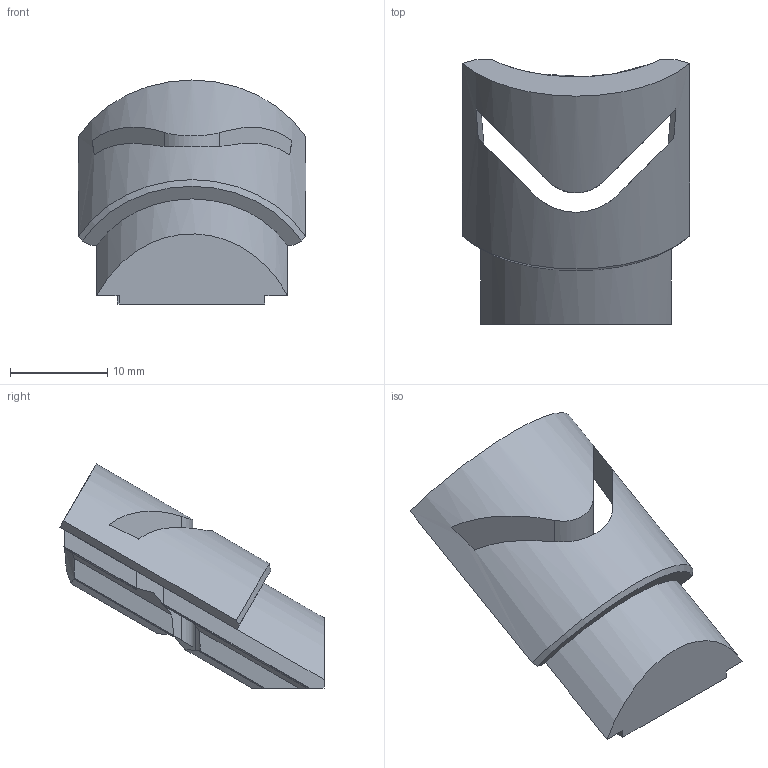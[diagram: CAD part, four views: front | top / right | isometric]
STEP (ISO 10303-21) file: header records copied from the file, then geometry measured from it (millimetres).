
FILE_DESCRIPTION(/* description */ (''),/* implementation_level */ '2;1');
FILE_NAME(/* name */ 'bend test 1 v5.step',/* time_stamp */ '2019-08-07T14:46:16+07:00',/* author */ (''),/* organization */ (''),/* preprocessor_version */ 'ST-DEVELOPER v18',/* originating_system */ 'Autodesk Translation Framework v8.2.0.1029',/* authorisation */ '');
FILE_SCHEMA (('AUTOMOTIVE_DESIGN { 1 0 10303 214 3 1 1 }'));
Length unit declared in the file: millimetre
Products named in the file (1): bend test 1
Bounding box: 23.38 x 27.16 x 23.04 mm (x, y, z)
Volume: 4163.8 mm3; surface area: 2378 mm2
Topology: 5 solids, 5 shells, 58 faces, 147 edges, 98 vertices
Faces by surface type: plane 49, cylinder 5, bspline 3, cone 1
Entity records: 1880 total; most frequent: CARTESIAN_POINT 470, ORIENTED_EDGE 294, DIRECTION 258, EDGE_CURVE 147, LINE 108, VECTOR 108, VERTEX_POINT 98, AXIS2_PLACEMENT_3D 75
